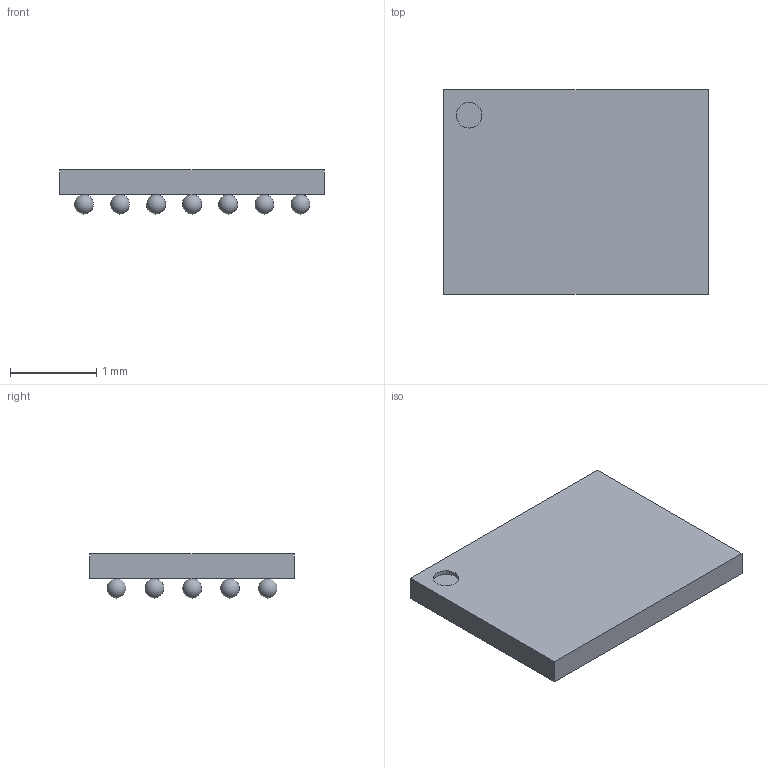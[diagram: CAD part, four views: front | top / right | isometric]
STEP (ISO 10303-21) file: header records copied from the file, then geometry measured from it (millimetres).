
FILE_DESCRIPTION(('FreeCAD Model'),'2;1');
FILE_NAME('18906454.1.1.stp','2024-07-11T07:24:29',( 'Author'),(''),'Open CASCADE STEP processor 6.9','FreeCAD','Unknown' );
FILE_SCHEMA(('AUTOMOTIVE_DESIGN { 1 0 10303 214 1 1 1 1 }'));
Length unit declared in the file: millimetre
Products named in the file (3): ASSEMBLY; Array; Body
Assembly tree (2 placements, depth 2):
  ASSEMBLY
    Array
    Body
Bounding box: 3.08 x 2.38 x 0.51 mm (x, y, z)
Volume: 2.3 mm3; surface area: 23.4 mm2
Topology: 36 solids, 36 shells, 43 faces, 120 edges, 80 vertices
Faces by surface type: sphere 35, plane 7, cylinder 1
Full cylindrical faces by diameter (mm): 0.297 x1
Entity records: 1190 total; most frequent: DIRECTION 139, CARTESIAN_POINT 136, AXIS2_PLACEMENT_3D 48, VERTEX_POINT 45, FACE_BOUND 44, ADVANCED_FACE 43, LINE 41, VECTOR 41
